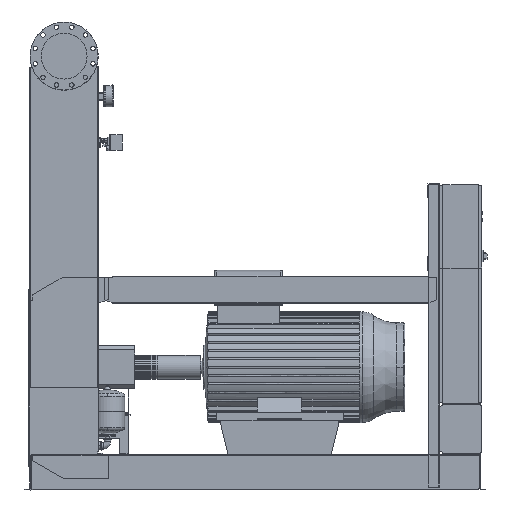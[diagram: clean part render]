
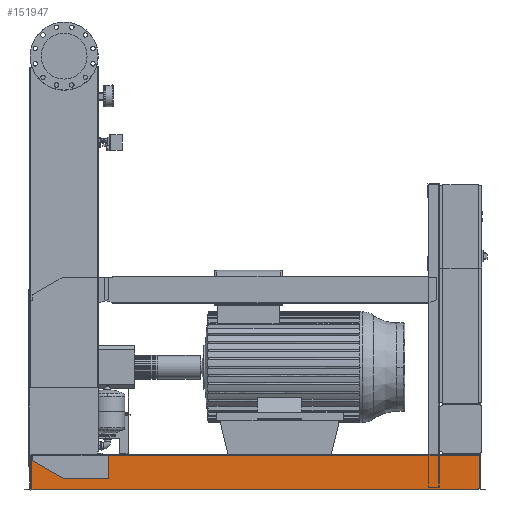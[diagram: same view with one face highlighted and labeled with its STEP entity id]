
A CAD part, front view. The second image highlights one B-rep face of the part: STEP entity #151947.
In plain terms, the highlighted free-form (B-spline) face has degree [1, 1] with [2, 2] control points.
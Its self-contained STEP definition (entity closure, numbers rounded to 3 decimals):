
#146888=CARTESIAN_POINT('',(-191.0,-738.5,202.));
#146889=VERTEX_POINT('',#146888);
#146896=CARTESIAN_POINT('',(-191.0,-738.5,208.));
#146897=VERTEX_POINT('',#146896);
#146898=CARTESIAN_POINT('',(-191.0,-738.5,202.));
#146899=DIRECTION('',(0.0,0.0,1.0));
#146900=VECTOR('',#146899,6.);
#146901=LINE('',#146898,#146900);
#146902=EDGE_CURVE('',#146889,#146897,#146901,.T.);
#150221=CARTESIAN_POINT('',(2462.,-738.5,208.));
#150222=VERTEX_POINT('',#150221);
#150223=CARTESIAN_POINT('',(-191.0,-738.5,208.));
#150224=DIRECTION('',(1.0,0.0,0.0));
#150225=VECTOR('',#150224,2653.);
#150226=LINE('',#150223,#150225);
#150227=EDGE_CURVE('',#146897,#150222,#150226,.T.);
#151524=CARTESIAN_POINT('',(2470.,-738.5,202.));
#151525=VERTEX_POINT('',#151524);
#151532=CARTESIAN_POINT('',(2470.,-738.5,112.689));
#151533=VERTEX_POINT('',#151532);
#151534=CARTESIAN_POINT('',(2470.,-738.5,112.689));
#151535=DIRECTION('',(0.0,0.0,1.0));
#151536=VECTOR('',#151535,89.311);
#151537=LINE('',#151534,#151536);
#151538=EDGE_CURVE('',#151533,#151525,#151537,.T.);
#151861=CARTESIAN_POINT('',(-199.,-738.5,3.));
#151862=CARTESIAN_POINT('',(-199.,-738.5,208.));
#151863=CARTESIAN_POINT('',(2470.,-738.5,3.));
#151864=CARTESIAN_POINT('',(2470.,-738.5,208.));
#151865=B_SPLINE_SURFACE_WITH_KNOTS('',1,1,((#151861,#151863),(#151862,#151864)),.UNSPECIFIED.,.F.,.F.,.U.,(2,2),(2,2),(0.0,205.),(0.0,2669.0),.UNSPECIFIED.);
#151866=CARTESIAN_POINT('',(2470.,-738.5,6.));
#151867=VERTEX_POINT('',#151866);
#151868=CARTESIAN_POINT('',(2470.,-738.5,6.));
#151869=DIRECTION('',(0.0,0.0,1.0));
#151870=VECTOR('',#151869,106.689);
#151871=LINE('',#151868,#151870);
#151872=EDGE_CURVE('',#151867,#151533,#151871,.T.);
#151873=ORIENTED_EDGE('',*,*,#151872,.T.);
#151874=ORIENTED_EDGE('',*,*,#151538,.T.);
#151875=CARTESIAN_POINT('',(2462.,-738.5,202.));
#151876=VERTEX_POINT('',#151875);
#151877=CARTESIAN_POINT('',(2470.,-738.5,202.));
#151878=DIRECTION('',(-1.0,0.0,0.0));
#151879=VECTOR('',#151878,8.0);
#151880=LINE('',#151877,#151879);
#151881=EDGE_CURVE('',#151525,#151876,#151880,.T.);
#151882=ORIENTED_EDGE('',*,*,#151881,.T.);
#151883=CARTESIAN_POINT('',(2462.,-738.5,208.));
#151884=DIRECTION('',(0.0,0.0,-1.0));
#151885=VECTOR('',#151884,6.);
#151886=LINE('',#151883,#151885);
#151887=EDGE_CURVE('',#150222,#151876,#151886,.T.);
#151888=ORIENTED_EDGE('',*,*,#151887,.F.);
#151889=ORIENTED_EDGE('',*,*,#150227,.F.);
#151890=ORIENTED_EDGE('',*,*,#146902,.F.);
#151891=CARTESIAN_POINT('',(-199.,-738.5,202.));
#151892=VERTEX_POINT('',#151891);
#151893=CARTESIAN_POINT('',(-191.0,-738.5,202.));
#151894=DIRECTION('',(-1.0,0.0,0.0));
#151895=VECTOR('',#151894,8.);
#151896=LINE('',#151893,#151895);
#151897=EDGE_CURVE('',#146889,#151892,#151896,.T.);
#151898=ORIENTED_EDGE('',*,*,#151897,.T.);
#151899=CARTESIAN_POINT('',(-199.,-738.5,6.));
#151900=VERTEX_POINT('',#151899);
#151901=CARTESIAN_POINT('',(-199.,-738.5,202.));
#151902=DIRECTION('',(0.0,0.0,-1.0));
#151903=VECTOR('',#151902,196.);
#151904=LINE('',#151901,#151903);
#151905=EDGE_CURVE('',#151892,#151900,#151904,.T.);
#151906=ORIENTED_EDGE('',*,*,#151905,.T.);
#151907=CARTESIAN_POINT('',(-191.0,-738.5,6.));
#151908=VERTEX_POINT('',#151907);
#151909=CARTESIAN_POINT('',(-199.,-738.5,6.));
#151910=DIRECTION('',(1.0,0.0,0.0));
#151911=VECTOR('',#151910,8.);
#151912=LINE('',#151909,#151911);
#151913=EDGE_CURVE('',#151900,#151908,#151912,.T.);
#151914=ORIENTED_EDGE('',*,*,#151913,.T.);
#151915=CARTESIAN_POINT('',(-191.0,-738.5,3.));
#151916=VERTEX_POINT('',#151915);
#151917=CARTESIAN_POINT('',(-191.0,-738.5,3.));
#151918=DIRECTION('',(0.0,0.0,1.0));
#151919=VECTOR('',#151918,3.);
#151920=LINE('',#151917,#151919);
#151921=EDGE_CURVE('',#151916,#151908,#151920,.T.);
#151922=ORIENTED_EDGE('',*,*,#151921,.F.);
#151923=CARTESIAN_POINT('',(2462.,-738.5,3.));
#151924=VERTEX_POINT('',#151923);
#151925=CARTESIAN_POINT('',(2462.,-738.5,3.));
#151926=DIRECTION('',(-1.0,0.0,0.0));
#151927=VECTOR('',#151926,2653.);
#151928=LINE('',#151925,#151927);
#151929=EDGE_CURVE('',#151924,#151916,#151928,.T.);
#151930=ORIENTED_EDGE('',*,*,#151929,.F.);
#151931=CARTESIAN_POINT('',(2462.,-738.5,6.));
#151932=VERTEX_POINT('',#151931);
#151933=CARTESIAN_POINT('',(2462.,-738.5,6.));
#151934=DIRECTION('',(0.0,0.0,-1.0));
#151935=VECTOR('',#151934,3.);
#151936=LINE('',#151933,#151935);
#151937=EDGE_CURVE('',#151932,#151924,#151936,.T.);
#151938=ORIENTED_EDGE('',*,*,#151937,.F.);
#151939=CARTESIAN_POINT('',(2462.,-738.5,6.));
#151940=DIRECTION('',(1.0,0.0,0.0));
#151941=VECTOR('',#151940,8.0);
#151942=LINE('',#151939,#151941);
#151943=EDGE_CURVE('',#151932,#151867,#151942,.T.);
#151944=ORIENTED_EDGE('',*,*,#151943,.T.);
#151945=EDGE_LOOP('',(#151873,#151874,#151882,#151888,#151889,#151890,#151898,#151906,#151914,#151922,#151930,#151938,#151944));
#151946=FACE_OUTER_BOUND('',#151945,.T.);
#151947=ADVANCED_FACE('',(#151946),#151865,.F.);
